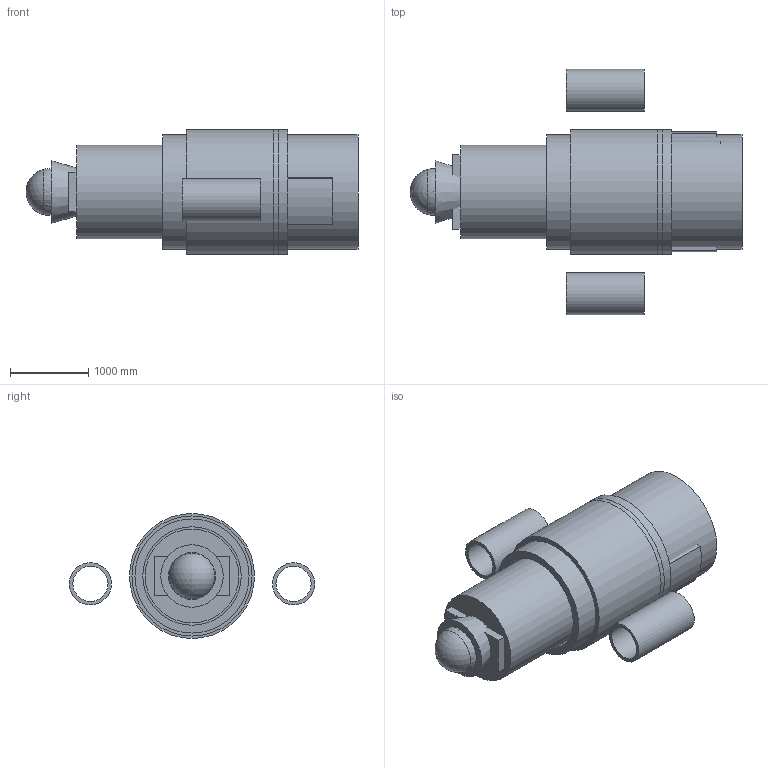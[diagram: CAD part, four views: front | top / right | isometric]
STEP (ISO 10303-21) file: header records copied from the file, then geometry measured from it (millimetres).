
FILE_DESCRIPTION(('FreeCAD Model'),'2;1');
FILE_NAME('Open CASCADE Shape Model','2025-09-22T17:46:01',('Author'),( ''),'Open CASCADE STEP processor 7.8','FreeCAD','Unknown');
FILE_SCHEMA(('AUTOMOTIVE_DESIGN { 1 0 10303 214 1 1 1 1 }'));
Length unit declared in the file: millimetre
Products named in the file (11): Shield_Internal; Hull_Shell_HeavyArmor_Fallback; Hull_Cut_ForHybridModule; Adapter_Bulkhead; Destiny_HeavyArmor_Ship; Destiny_Hybrid_Integrated; Cockpit_Integrated_Fallback; SideThruster_Right; SideThruster_Left; Hybrid_Module_H2_Solid
Assembly tree (5 placements, depth 2):
  Shield_Internal
  Hull_Shell_HeavyArmor_Fallback
  Hull_Cut_ForHybridModule
  Adapter_Bulkhead
  Destiny_HeavyArmor_Ship
    Destiny_Hybrid_Integrated
    Cockpit_Integrated_Fallback
    SideThruster_Right
    SideThruster_Left
    Shield_Internal
Bounding box: 4249.51 x 3140 x 1600 mm (x, y, z)
Volume: 11454211409.2 mm3; surface area: 124200608.5 mm2
Topology: 12 solids, 12 shells, 203 faces, 475 edges, 298 vertices
Faces by surface type: plane 107, cylinder 83, sphere 12, cone 1
Full cylindrical faces by diameter (mm): 80 x2, 160 x3, 450 x2, 540 x2, 1200 x1, 1260 x2, 1460 x2, 1538 x2, 1540 x1, 1600 x6
Entity records: 17481 total; most frequent: CARTESIAN_POINT 7906, DIRECTION 1702, ORIENTED_EDGE 930, PCURVE 930, DEFINITIONAL_REPRESENTATION 930, LINE 758, VECTOR 758, EDGE_CURVE 465
